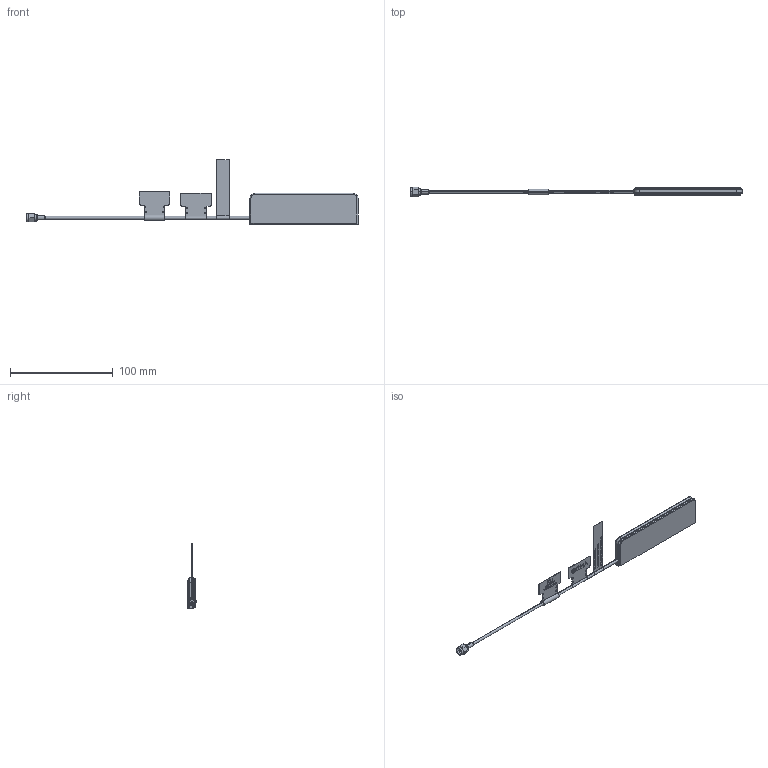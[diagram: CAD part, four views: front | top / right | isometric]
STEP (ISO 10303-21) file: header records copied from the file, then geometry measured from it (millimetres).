
FILE_DESCRIPTION (( 'STEP AP214' ), '1' );
FILE_NAME ('GSA.8827R.A.101111_Web.STEP', '2022-03-14T14:38:20', ( '' ), ( '' ), 'SwSTEP 2.0', 'SolidWorks 2018', '' );
FILE_SCHEMA (( 'AUTOMOTIVE_DESIGN' ));
Length unit declared in the file: millimetre
Products named in the file (1): GSA.8827R.A.101111_Web
Bounding box: 322.61 x 9.24 x 62.75 mm (x, y, z)
Surface area: 19903.7 mm2 (no closed solid volume)
Topology: 0 solids, 99 shells, 381 faces, 2668 edges, 2385 vertices
Faces by surface type: plane 243, cylinder 87, bspline 25, cone 16, torus 10
Entity records: 39211 total; most frequent: CARTESIAN_POINT 17158, ORIENTED_EDGE 3186, DIRECTION 2851, EDGE_CURVE 2668, VERTEX_POINT 2385, VECTOR 1607, LINE 1607, B_SPLINE_CURVE_WITH_KNOTS 788
